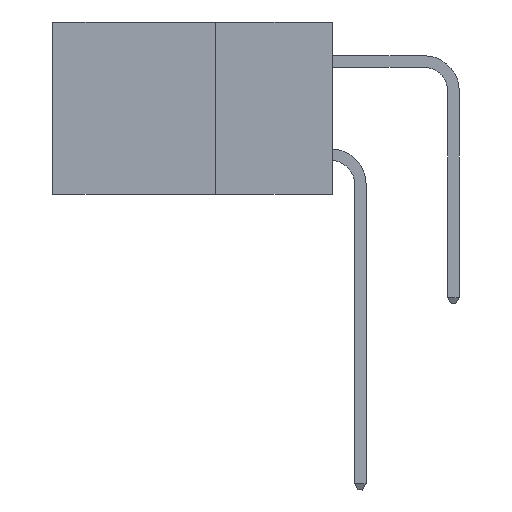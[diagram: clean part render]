
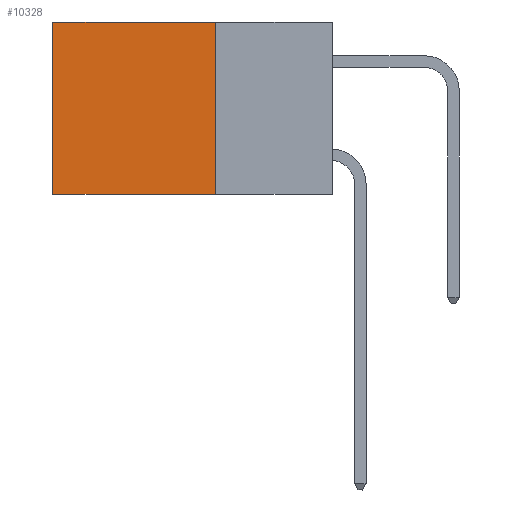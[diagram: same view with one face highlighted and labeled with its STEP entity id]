
A CAD part, left-side view. The second image highlights one B-rep face of the part: STEP entity #10328.
In plain terms, the highlighted planar face has unit normal (-1, 0, 0).
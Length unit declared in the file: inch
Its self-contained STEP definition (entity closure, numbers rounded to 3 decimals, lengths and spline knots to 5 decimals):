
#172 = CARTESIAN_POINT ( 'NONE',  ( 0.298, 0.25, 0. ) ) ;
#494 = CARTESIAN_POINT ( 'NONE',  ( 0.298, 0.25, -0.37 ) ) ;
#789 = VECTOR ( 'NONE', #16536, 39.37008 ) ;
#1854 = LINE ( 'NONE', #9587, #5937 ) ;
#2240 = VERTEX_POINT ( 'NONE', #3322 ) ;
#2473 = ORIENTED_EDGE ( 'NONE', *, *, #13493, .F. ) ;
#3322 = CARTESIAN_POINT ( 'NONE',  ( 0.298, 0.6, 0. ) ) ;
#3975 = DIRECTION ( 'NONE',  ( 1., 0., 0. ) ) ;
#4181 = DIRECTION ( 'NONE',  ( 0., 1., 0. ) ) ;
#4190 = CARTESIAN_POINT ( 'NONE',  ( 0.298, 0.25, 0. ) ) ;
#4290 = VERTEX_POINT ( 'NONE', #494 ) ;
#4665 = EDGE_CURVE ( 'NONE', #14278, #2240, #10806, .T. ) ;
#5153 = ORIENTED_EDGE ( 'NONE', *, *, #5653, .F. ) ;
#5285 = ORIENTED_EDGE ( 'NONE', *, *, #11831, .T. ) ;
#5653 = EDGE_CURVE ( 'NONE', #4290, #9195, #6693, .T. ) ;
#5774 = AXIS2_PLACEMENT_3D ( 'NONE', #172, #3975, #9371 ) ;
#5796 = FACE_OUTER_BOUND ( 'NONE', #12287, .T. ) ;
#5937 = VECTOR ( 'NONE', #14733, 39.37008 ) ;
#6601 = CARTESIAN_POINT ( 'NONE',  ( 0.298, 0.25, -0.37 ) ) ;
#6693 = LINE ( 'NONE', #6601, #15817 ) ;
#7544 = LINE ( 'NONE', #4190, #10603 ) ;
#8733 = CARTESIAN_POINT ( 'NONE',  ( 0.298, 0.25, 0. ) ) ;
#8866 = CARTESIAN_POINT ( 'NONE',  ( 0.298, 0.25, 0. ) ) ;
#9195 = VERTEX_POINT ( 'NONE', #12402 ) ;
#9371 = DIRECTION ( 'NONE',  ( 0., 0., -1. ) ) ;
#9587 = CARTESIAN_POINT ( 'NONE',  ( 0.298, 0.6, 0. ) ) ;
#10328 = ADVANCED_FACE ( 'NONE', ( #5796 ), #10667, .F. ) ;
#10603 = VECTOR ( 'NONE', #13174, 39.37008 ) ;
#10667 = PLANE ( 'NONE',  #5774 ) ;
#10806 = LINE ( 'NONE', #8866, #789 ) ;
#11012 = ORIENTED_EDGE ( 'NONE', *, *, #4665, .T. ) ;
#11831 = EDGE_CURVE ( 'NONE', #2240, #9195, #1854, .T. ) ;
#12287 = EDGE_LOOP ( 'NONE', ( #5285, #5153, #2473, #11012 ) ) ;
#12402 = CARTESIAN_POINT ( 'NONE',  ( 0.298, 0.6, -0.37 ) ) ;
#13174 = DIRECTION ( 'NONE',  ( 0., 0., -1. ) ) ;
#13493 = EDGE_CURVE ( 'NONE', #14278, #4290, #7544, .T. ) ;
#14278 = VERTEX_POINT ( 'NONE', #8733 ) ;
#14733 = DIRECTION ( 'NONE',  ( 0., 0., -1. ) ) ;
#15817 = VECTOR ( 'NONE', #4181, 39.37008 ) ;
#16536 = DIRECTION ( 'NONE',  ( 0., 1., 0. ) ) ;
